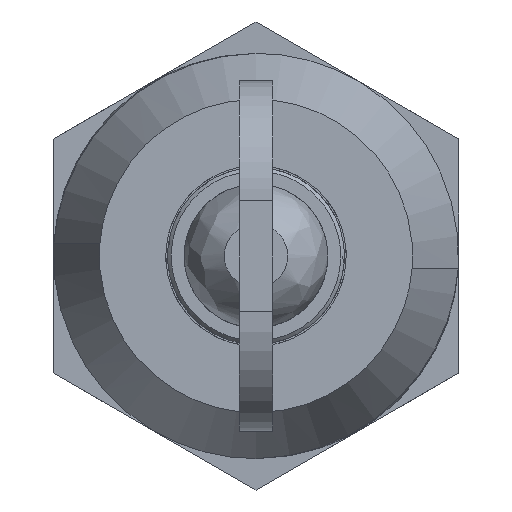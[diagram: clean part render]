
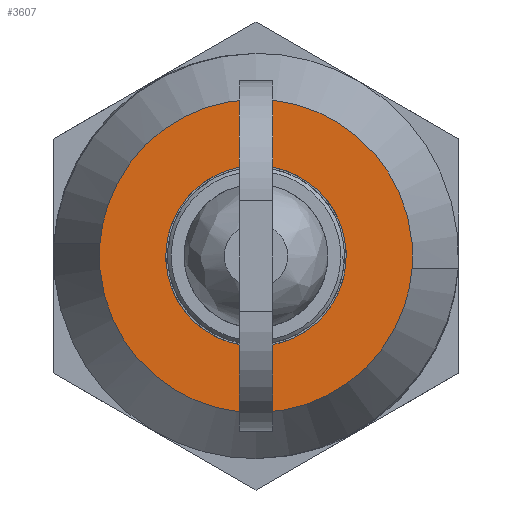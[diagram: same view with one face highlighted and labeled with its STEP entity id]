
A CAD part, front view. The second image highlights one B-rep face of the part: STEP entity #3607.
In plain terms, the highlighted free-form (B-spline) face has degree [1, 1] with [2, 2] control points.
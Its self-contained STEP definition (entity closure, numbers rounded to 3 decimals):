
#3394=CARTESIAN_POINT('',(-0.875,0.0,6.321));
#3395=VERTEX_POINT('',#3394);
#3396=CARTESIAN_POINT('',(-0.875,0.0,4.821));
#3397=VERTEX_POINT('',#3396);
#3398=CARTESIAN_POINT('',(-0.875,0.0,6.321));
#3399=CARTESIAN_POINT('',(-0.875,0.0,4.821));
#3400=QUASI_UNIFORM_CURVE('',1,(#3398,#3399),.UNSPECIFIED.,.F.,.U.);
#3401=EDGE_CURVE('',#3395,#3397,#3400,.T.);
#3443=CARTESIAN_POINT('',(0.875,0.0,4.821));
#3444=VERTEX_POINT('',#3443);
#3452=CARTESIAN_POINT('',(0.875,0.0,4.821));
#3453=CARTESIAN_POINT('',(1.34,0.0,4.737));
#3454=CARTESIAN_POINT('',(2.046,0.0,4.5));
#3455=CARTESIAN_POINT('',(2.87,0.0,3.994));
#3456=CARTESIAN_POINT('',(3.508,0.0,3.457));
#3457=CARTESIAN_POINT('',(4.02,0.0,2.845));
#3458=CARTESIAN_POINT('',(4.475,0.0,2.058));
#3459=CARTESIAN_POINT('',(4.748,0.0,1.308));
#3460=CARTESIAN_POINT('',(4.901,0.0,0.45));
#3461=CARTESIAN_POINT('',(4.914,0.0,-0.461));
#3462=CARTESIAN_POINT('',(4.749,0.0,-1.301));
#3463=CARTESIAN_POINT('',(4.401,0.0,-2.221));
#3464=CARTESIAN_POINT('',(3.925,0.0,-3.003));
#3465=CARTESIAN_POINT('',(3.17,0.0,-3.778));
#3466=CARTESIAN_POINT('',(2.481,0.0,-4.251));
#3467=CARTESIAN_POINT('',(1.693,0.0,-4.622));
#3468=CARTESIAN_POINT('',(0.962,0.0,-4.83));
#3469=CARTESIAN_POINT('',(0.001,0.0,-4.931));
#3470=CARTESIAN_POINT('',(-0.871,0.0,-4.855));
#3471=CARTESIAN_POINT('',(-1.745,0.0,-4.6));
#3472=CARTESIAN_POINT('',(-2.517,0.0,-4.237));
#3473=CARTESIAN_POINT('',(-3.195,0.0,-3.748));
#3474=CARTESIAN_POINT('',(-3.803,0.0,-3.124));
#3475=CARTESIAN_POINT('',(-4.282,0.0,-2.44));
#3476=CARTESIAN_POINT('',(-4.721,0.0,-1.471));
#3477=CARTESIAN_POINT('',(-4.934,0.0,-0.385));
#3478=CARTESIAN_POINT('',(-4.88,0.0,0.715));
#3479=CARTESIAN_POINT('',(-4.626,0.0,1.728));
#3480=CARTESIAN_POINT('',(-4.195,0.0,2.598));
#3481=CARTESIAN_POINT('',(-3.623,0.0,3.331));
#3482=CARTESIAN_POINT('',(-3.025,0.0,3.884));
#3483=CARTESIAN_POINT('',(-2.136,0.0,4.465));
#3484=CARTESIAN_POINT('',(-1.377,0.0,4.73));
#3485=CARTESIAN_POINT('',(-0.875,0.0,4.821));
#3486=B_SPLINE_CURVE_WITH_KNOTS('',3,(#3452,#3453,#3454,#3455,#3456,#3457,#3458,#3459,#3460,#3461,#3462,#3463,#3464,#3465,#3466,#3467,#3468,#3469,#3470,#3471,#3472,#3473,#3474,#3475,#3476,#3477,#3478,#3479,#3480,#3481,#3482,#3483,#3484,#3485),.UNSPECIFIED.,.F.,.U.,(4,1,1,1,1,1,1,1,1,1,1,1,1,1,1,1,1,1,1,1,1,1,1,1,1,1,1,1,1,1,1,4),(0.,1.417,2.211,2.891,3.912,4.592,5.613,6.293,7.2,8.334,8.845,10.149,11.056,12.076,12.643,13.664,14.344,15.535,16.272,17.065,18.086,18.766,19.674,20.581,21.941,22.962,23.869,25.06,25.853,26.647,27.498,29.028),.UNSPECIFIED.);
#3487=EDGE_CURVE('',#3444,#3397,#3486,.T.);
#3497=CARTESIAN_POINT('',(0.875,0.0,6.321));
#3498=VERTEX_POINT('',#3497);
#3499=CARTESIAN_POINT('',(0.875,0.0,4.821));
#3500=CARTESIAN_POINT('',(0.875,0.0,6.321));
#3501=QUASI_UNIFORM_CURVE('',1,(#3499,#3500),.UNSPECIFIED.,.F.,.U.);
#3502=EDGE_CURVE('',#3444,#3498,#3501,.T.);
#3519=CARTESIAN_POINT('',(0.875,0.0,6.321));
#3520=CARTESIAN_POINT('',(-0.875,0.0,6.321));
#3521=QUASI_UNIFORM_CURVE('',1,(#3519,#3520),.UNSPECIFIED.,.F.,.U.);
#3522=EDGE_CURVE('',#3498,#3395,#3521,.T.);
#3530=CARTESIAN_POINT('',(9.349,0.0,9.349));
#3531=CARTESIAN_POINT('',(9.349,0.0,-9.349));
#3532=CARTESIAN_POINT('',(-9.349,0.0,9.349));
#3533=CARTESIAN_POINT('',(-9.349,0.0,-9.349));
#3534=B_SPLINE_SURFACE_WITH_KNOTS('',1,1,((#3530,#3532),(#3531,#3533)),.UNSPECIFIED.,.F.,.F.,.U.,(2,2),(2,2),(0.0,18.698),(0.0,18.698),.UNSPECIFIED.);
#3535=CARTESIAN_POINT('',(0.0,0.0,8.5));
#3536=VERTEX_POINT('',#3535);
#3537=CARTESIAN_POINT('',(-8.474,0.,0.667));
#3538=VERTEX_POINT('',#3537);
#3539=CARTESIAN_POINT('',(0.0,0.0,8.5));
#3540=CARTESIAN_POINT('',(-7.857,0.,8.5));
#3541=CARTESIAN_POINT('',(-8.474,0.,0.667));
#3549=(BOUNDED_CURVE()B_SPLINE_CURVE(2,(#3539,#3540,#3541),.UNSPECIFIED.,.F.,.U.)B_SPLINE_CURVE_WITH_KNOTS((3,3),(0.0,0.236),.UNSPECIFIED.)CURVE()GEOMETRIC_REPRESENTATION_ITEM()RATIONAL_B_SPLINE_CURVE((1.0,0.723,0.97))REPRESENTATION_ITEM(''));
#3550=EDGE_CURVE('',#3536,#3538,#3549,.T.);
#3551=ORIENTED_EDGE('',*,*,#3550,.T.);
#3552=CARTESIAN_POINT('',(0.0,0.0,-8.5));
#3553=VERTEX_POINT('',#3552);
#3554=CARTESIAN_POINT('',(-8.474,0.,0.667));
#3555=CARTESIAN_POINT('',(-8.5,0.,0.334));
#3556=CARTESIAN_POINT('',(-8.5,0.,0.));
#3557=CARTESIAN_POINT('',(-8.5,0.,-8.5));
#3558=CARTESIAN_POINT('',(0.0,0.0,-8.5));
#3566=(BOUNDED_CURVE()B_SPLINE_CURVE(2,(#3554,#3555,#3556,#3557,#3558),.UNSPECIFIED.,.F.,.U.)B_SPLINE_CURVE_WITH_KNOTS((3,2,3),(0.236,0.25,0.5),.UNSPECIFIED.)CURVE()GEOMETRIC_REPRESENTATION_ITEM()RATIONAL_B_SPLINE_CURVE((0.97,0.984,1.0,0.707,1.0))REPRESENTATION_ITEM(''));
#3567=EDGE_CURVE('',#3538,#3553,#3566,.T.);
#3568=ORIENTED_EDGE('',*,*,#3567,.T.);
#3569=CARTESIAN_POINT('',(8.474,0.,-0.667));
#3570=VERTEX_POINT('',#3569);
#3571=CARTESIAN_POINT('',(0.0,0.0,-8.5));
#3572=CARTESIAN_POINT('',(7.857,0.,-8.5));
#3573=CARTESIAN_POINT('',(8.474,0.,-0.667));
#3581=(BOUNDED_CURVE()B_SPLINE_CURVE(2,(#3571,#3572,#3573),.UNSPECIFIED.,.F.,.U.)B_SPLINE_CURVE_WITH_KNOTS((3,3),(0.5,0.736),.UNSPECIFIED.)CURVE()GEOMETRIC_REPRESENTATION_ITEM()RATIONAL_B_SPLINE_CURVE((1.0,0.723,0.97))REPRESENTATION_ITEM(''));
#3582=EDGE_CURVE('',#3553,#3570,#3581,.T.);
#3583=ORIENTED_EDGE('',*,*,#3582,.T.);
#3584=CARTESIAN_POINT('',(8.474,0.,-0.667));
#3585=CARTESIAN_POINT('',(8.5,0.,-0.334));
#3586=CARTESIAN_POINT('',(8.5,0.,0.));
#3587=CARTESIAN_POINT('',(8.5,0.,8.5));
#3588=CARTESIAN_POINT('',(0.0,0.0,8.5));
#3596=(BOUNDED_CURVE()B_SPLINE_CURVE(2,(#3584,#3585,#3586,#3587,#3588),.UNSPECIFIED.,.F.,.U.)B_SPLINE_CURVE_WITH_KNOTS((3,2,3),(0.736,0.75,1.0),.UNSPECIFIED.)CURVE()GEOMETRIC_REPRESENTATION_ITEM()RATIONAL_B_SPLINE_CURVE((0.97,0.984,1.0,0.707,1.0))REPRESENTATION_ITEM(''));
#3597=EDGE_CURVE('',#3570,#3536,#3596,.T.);
#3598=ORIENTED_EDGE('',*,*,#3597,.T.);
#3599=EDGE_LOOP('',(#3551,#3568,#3583,#3598));
#3600=FACE_OUTER_BOUND('',#3599,.T.);
#3601=ORIENTED_EDGE('',*,*,#3522,.F.);
#3602=ORIENTED_EDGE('',*,*,#3502,.F.);
#3603=ORIENTED_EDGE('',*,*,#3487,.T.);
#3604=ORIENTED_EDGE('',*,*,#3401,.F.);
#3605=EDGE_LOOP('',(#3601,#3602,#3603,#3604));
#3606=FACE_BOUND('',#3605,.T.);
#3607=ADVANCED_FACE('',(#3600,#3606),#3534,.F.);
